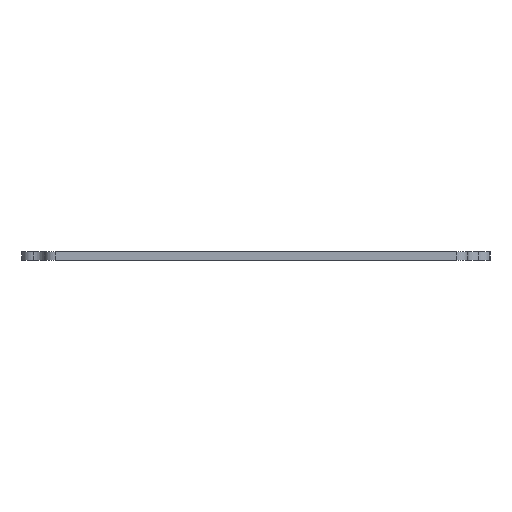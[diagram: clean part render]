
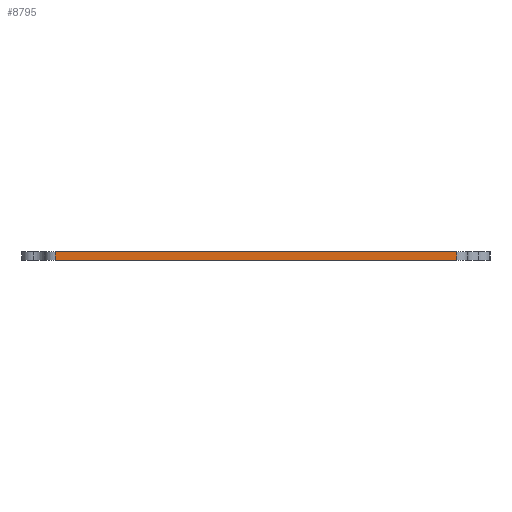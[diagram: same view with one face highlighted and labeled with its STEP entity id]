
A CAD part, left-side view. The second image highlights one B-rep face of the part: STEP entity #8795.
In plain terms, the highlighted planar face has unit normal (-1, 0, 0).
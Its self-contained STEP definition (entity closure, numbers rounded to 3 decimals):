
#327=PLANE('',#9678);
#757=FACE_OUTER_BOUND('',#1290,.T.);
#1290=EDGE_LOOP('',(#8136,#8137,#8138,#8139));
#1308=LINE('',#12323,#2157);
#2086=LINE('',#14717,#2935);
#2139=LINE('',#14841,#2988);
#2140=LINE('',#14843,#2989);
#2157=VECTOR('',#9732,10.);
#2935=VECTOR('',#12092,10.);
#2988=VECTOR('',#12261,10.);
#2989=VECTOR('',#12264,10.);
#3447=VERTEX_POINT('',#12320);
#3448=VERTEX_POINT('',#12322);
#4272=VERTEX_POINT('',#14714);
#4273=VERTEX_POINT('',#14716);
#4311=EDGE_CURVE('',#3447,#3448,#1308,.T.);
#5508=EDGE_CURVE('',#4273,#4272,#2086,.T.);
#5571=EDGE_CURVE('',#4272,#3448,#2139,.T.);
#5572=EDGE_CURVE('',#4273,#3447,#2140,.T.);
#8136=ORIENTED_EDGE('',*,*,#5508,.T.);
#8137=ORIENTED_EDGE('',*,*,#5571,.T.);
#8138=ORIENTED_EDGE('',*,*,#4311,.F.);
#8139=ORIENTED_EDGE('',*,*,#5572,.F.);
#8795=ADVANCED_FACE('',(#757),#327,.T.);
#9678=AXIS2_PLACEMENT_3D('',#14842,#12262,#12263);
#9732=DIRECTION('',(0.,-1.,0.));
#12092=DIRECTION('',(0.,-1.,0.));
#12261=DIRECTION('',(0.,0.,1.));
#12262=DIRECTION('center_axis',(-1.,0.,0.));
#12263=DIRECTION('ref_axis',(0.,-1.,0.));
#12264=DIRECTION('',(0.,0.,1.));
#12320=CARTESIAN_POINT('',(-9.8,7.8,1.5));
#12322=CARTESIAN_POINT('',(-9.8,-64.8,1.5));
#12323=CARTESIAN_POINT('',(-9.8,7.8,1.5));
#14714=CARTESIAN_POINT('',(-9.8,-64.8,0.));
#14716=CARTESIAN_POINT('',(-9.8,7.8,0.));
#14717=CARTESIAN_POINT('',(-9.8,7.8,0.));
#14841=CARTESIAN_POINT('',(-9.8,-64.8,0.));
#14842=CARTESIAN_POINT('Origin',(-9.8,7.8,0.));
#14843=CARTESIAN_POINT('',(-9.8,7.8,0.));
